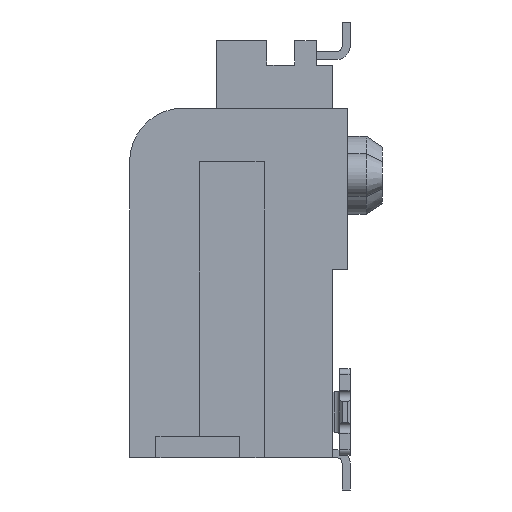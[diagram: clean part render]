
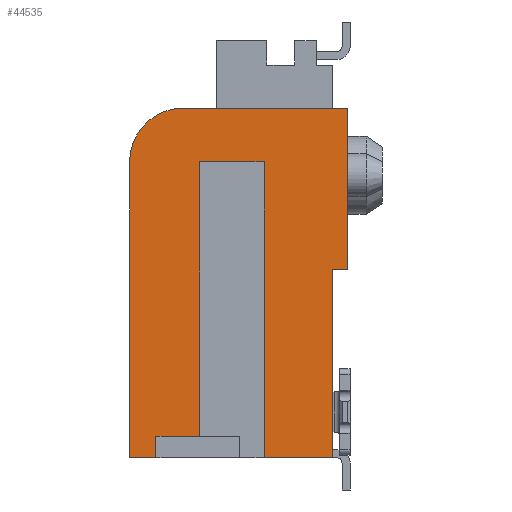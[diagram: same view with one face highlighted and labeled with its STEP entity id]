
A CAD part, left-side view. The second image highlights one B-rep face of the part: STEP entity #44535.
In plain terms, the highlighted planar face has unit normal (-1, 0, 0).
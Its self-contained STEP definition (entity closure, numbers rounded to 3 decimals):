
#404 = VECTOR ( 'NONE', #4857, 1000. ) ;
#1388 = VECTOR ( 'NONE', #22604, 1000. ) ;
#2085 = ORIENTED_EDGE ( 'NONE', *, *, #33991, .F. ) ;
#2377 = CARTESIAN_POINT ( 'NONE',  ( -10.95, 1.885, -2.25 ) ) ;
#2502 = CARTESIAN_POINT ( 'NONE',  ( -10.95, 0.585, -7.35 ) ) ;
#2635 = EDGE_CURVE ( 'NONE', #22822, #24827, #20714, .T. ) ;
#3180 = EDGE_CURVE ( 'NONE', #27021, #41232, #35502, .T. ) ;
#3667 = LINE ( 'NONE', #24118, #5852 ) ;
#4361 = VECTOR ( 'NONE', #9285, 1000. ) ;
#4381 = CARTESIAN_POINT ( 'NONE',  ( -10.95, -2.165, -1.25 ) ) ;
#4730 = DIRECTION ( 'NONE',  ( 0., 0., -1. ) ) ;
#4746 = EDGE_CURVE ( 'NONE', #10825, #12439, #25425, .T. ) ;
#4857 = DIRECTION ( 'NONE',  ( 0., 1., 0. ) ) ;
#4903 = DIRECTION ( 'NONE',  ( 0., 0., -1. ) ) ;
#5372 = CARTESIAN_POINT ( 'NONE',  ( -10.95, 0.885, -1.25 ) ) ;
#5852 = VECTOR ( 'NONE', #24566, 1000. ) ;
#6390 = CIRCLE ( 'NONE', #12154, 1. ) ;
#7516 = VECTOR ( 'NONE', #13591, 1000. ) ;
#7625 = EDGE_CURVE ( 'NONE', #12439, #25696, #33881, .T. ) ;
#7806 = VECTOR ( 'NONE', #23339, 1000. ) ;
#8692 = EDGE_CURVE ( 'NONE', #17729, #38150, #29366, .T. ) ;
#9118 = CARTESIAN_POINT ( 'NONE',  ( -10.95, -1.885, -7.75 ) ) ;
#9285 = DIRECTION ( 'NONE',  ( 0., 1., 0. ) ) ;
#9625 = CARTESIAN_POINT ( 'NONE',  ( -10.95, -0.14, -1.25 ) ) ;
#9724 = ORIENTED_EDGE ( 'NONE', *, *, #2635, .F. ) ;
#10510 = CARTESIAN_POINT ( 'NONE',  ( -10.95, 0.585, -2.25 ) ) ;
#10825 = VERTEX_POINT ( 'NONE', #14870 ) ;
#10846 = ORIENTED_EDGE ( 'NONE', *, *, #4746, .F. ) ;
#11594 = CARTESIAN_POINT ( 'NONE',  ( -10.95, -0.615, -2.25 ) ) ;
#11919 = CARTESIAN_POINT ( 'NONE',  ( -10.95, 1.395, -4.5 ) ) ;
#12154 = AXIS2_PLACEMENT_3D ( 'NONE', #30625, #23890, #37388 ) ;
#12439 = VERTEX_POINT ( 'NONE', #33002 ) ;
#12467 = LINE ( 'NONE', #32864, #20651 ) ;
#12699 = DIRECTION ( 'NONE',  ( 0., 1., 0. ) ) ;
#13193 = ORIENTED_EDGE ( 'NONE', *, *, #8692, .F. ) ;
#13591 = DIRECTION ( 'NONE',  ( 0., -1., 0. ) ) ;
#13925 = EDGE_LOOP ( 'NONE', ( #10846, #24138, #2085, #13193, #24408, #26758, #39406, #22759, #30519, #9724, #25005, #33454, #23725 ) ) ;
#14868 = DIRECTION ( 'NONE',  ( 0., 0., -1. ) ) ;
#14870 = CARTESIAN_POINT ( 'NONE',  ( -10.95, 1.395, -7.75 ) ) ;
#15166 = CARTESIAN_POINT ( 'NONE',  ( -10.95, -2.165, -4.5 ) ) ;
#16772 = EDGE_CURVE ( 'NONE', #32957, #17729, #3667, .T. ) ;
#16792 = LINE ( 'NONE', #9625, #7516 ) ;
#17435 = EDGE_CURVE ( 'NONE', #26804, #32957, #35242, .T. ) ;
#17729 = VERTEX_POINT ( 'NONE', #10510 ) ;
#18849 = CARTESIAN_POINT ( 'NONE',  ( -10.95, -1.885, -4.25 ) ) ;
#20197 = VECTOR ( 'NONE', #36933, 1000. ) ;
#20651 = VECTOR ( 'NONE', #25531, 1000. ) ;
#20714 = LINE ( 'NONE', #15166, #35543 ) ;
#21345 = DIRECTION ( 'NONE',  ( 0., 0., -1. ) ) ;
#22091 = FACE_OUTER_BOUND ( 'NONE', #13925, .T. ) ;
#22604 = DIRECTION ( 'NONE',  ( 0., 0., 1. ) ) ;
#22759 = ORIENTED_EDGE ( 'NONE', *, *, #3180, .F. ) ;
#22822 = VERTEX_POINT ( 'NONE', #4381 ) ;
#23339 = DIRECTION ( 'NONE',  ( 0., 0., -1. ) ) ;
#23396 = EDGE_CURVE ( 'NONE', #40260, #10825, #33486, .T. ) ;
#23725 = ORIENTED_EDGE ( 'NONE', *, *, #7625, .F. ) ;
#23890 = DIRECTION ( 'NONE',  ( 1., 0., 0. ) ) ;
#24118 = CARTESIAN_POINT ( 'NONE',  ( -10.95, -0.14, -2.25 ) ) ;
#24138 = ORIENTED_EDGE ( 'NONE', *, *, #23396, .F. ) ;
#24408 = ORIENTED_EDGE ( 'NONE', *, *, #16772, .F. ) ;
#24423 = AXIS2_PLACEMENT_3D ( 'NONE', #43260, #25794, #4903 ) ;
#24516 = CARTESIAN_POINT ( 'NONE',  ( -10.95, -2.165, -4.25 ) ) ;
#24566 = DIRECTION ( 'NONE',  ( 0., 1., 0. ) ) ;
#24827 = VERTEX_POINT ( 'NONE', #24516 ) ;
#25005 = ORIENTED_EDGE ( 'NONE', *, *, #34282, .F. ) ;
#25425 = LINE ( 'NONE', #33318, #27100 ) ;
#25531 = DIRECTION ( 'NONE',  ( 0., 1., 0. ) ) ;
#25696 = VERTEX_POINT ( 'NONE', #2377 ) ;
#25794 = DIRECTION ( 'NONE',  ( 1., 0., 0. ) ) ;
#26435 = CARTESIAN_POINT ( 'NONE',  ( -10.95, -0.615, -4.5 ) ) ;
#26758 = ORIENTED_EDGE ( 'NONE', *, *, #17435, .F. ) ;
#26804 = VERTEX_POINT ( 'NONE', #30788 ) ;
#27021 = VERTEX_POINT ( 'NONE', #18849 ) ;
#27072 = CARTESIAN_POINT ( 'NONE',  ( -10.95, 1.395, -7.35 ) ) ;
#27100 = VECTOR ( 'NONE', #12699, 1000. ) ;
#29298 = CARTESIAN_POINT ( 'NONE',  ( -10.95, 0.585, -4.5 ) ) ;
#29366 = LINE ( 'NONE', #29298, #37078 ) ;
#29468 = PLANE ( 'NONE',  #24423 ) ;
#30519 = ORIENTED_EDGE ( 'NONE', *, *, #33061, .F. ) ;
#30625 = CARTESIAN_POINT ( 'NONE',  ( -10.95, 0.885, -2.25 ) ) ;
#30788 = CARTESIAN_POINT ( 'NONE',  ( -10.95, -0.615, -7.75 ) ) ;
#31748 = CARTESIAN_POINT ( 'NONE',  ( -10.95, -2.042, -7.75 ) ) ;
#32864 = CARTESIAN_POINT ( 'NONE',  ( -10.95, -0.14, -7.35 ) ) ;
#32957 = VERTEX_POINT ( 'NONE', #11594 ) ;
#33002 = CARTESIAN_POINT ( 'NONE',  ( -10.95, 1.885, -7.75 ) ) ;
#33061 = EDGE_CURVE ( 'NONE', #24827, #27021, #40448, .T. ) ;
#33318 = CARTESIAN_POINT ( 'NONE',  ( -10.95, -2.042, -7.75 ) ) ;
#33454 = ORIENTED_EDGE ( 'NONE', *, *, #43630, .F. ) ;
#33486 = LINE ( 'NONE', #11919, #7806 ) ;
#33830 = VECTOR ( 'NONE', #21345, 1000. ) ;
#33881 = LINE ( 'NONE', #36773, #20197 ) ;
#33991 = EDGE_CURVE ( 'NONE', #38150, #40260, #12467, .T. ) ;
#34029 = CARTESIAN_POINT ( 'NONE',  ( -10.95, -2.025, -4.25 ) ) ;
#34282 = EDGE_CURVE ( 'NONE', #35867, #22822, #16792, .T. ) ;
#35242 = LINE ( 'NONE', #26435, #1388 ) ;
#35502 = LINE ( 'NONE', #38803, #33830 ) ;
#35543 = VECTOR ( 'NONE', #14868, 1000. ) ;
#35867 = VERTEX_POINT ( 'NONE', #5372 ) ;
#36773 = CARTESIAN_POINT ( 'NONE',  ( -10.95, 1.885, -4.5 ) ) ;
#36933 = DIRECTION ( 'NONE',  ( 0., 0., 1. ) ) ;
#37078 = VECTOR ( 'NONE', #4730, 1000. ) ;
#37388 = DIRECTION ( 'NONE',  ( 0., 0., -1. ) ) ;
#38140 = LINE ( 'NONE', #31748, #404 ) ;
#38150 = VERTEX_POINT ( 'NONE', #2502 ) ;
#38803 = CARTESIAN_POINT ( 'NONE',  ( -10.95, -1.885, -0.304 ) ) ;
#39406 = ORIENTED_EDGE ( 'NONE', *, *, #43321, .F. ) ;
#40260 = VERTEX_POINT ( 'NONE', #27072 ) ;
#40448 = LINE ( 'NONE', #34029, #4361 ) ;
#41232 = VERTEX_POINT ( 'NONE', #9118 ) ;
#43260 = CARTESIAN_POINT ( 'NONE',  ( -10.95, -2.246, -1.12 ) ) ;
#43321 = EDGE_CURVE ( 'NONE', #41232, #26804, #38140, .T. ) ;
#43630 = EDGE_CURVE ( 'NONE', #25696, #35867, #6390, .T. ) ;
#44535 = ADVANCED_FACE ( 'NONE', ( #22091 ), #29468, .F. ) ;
